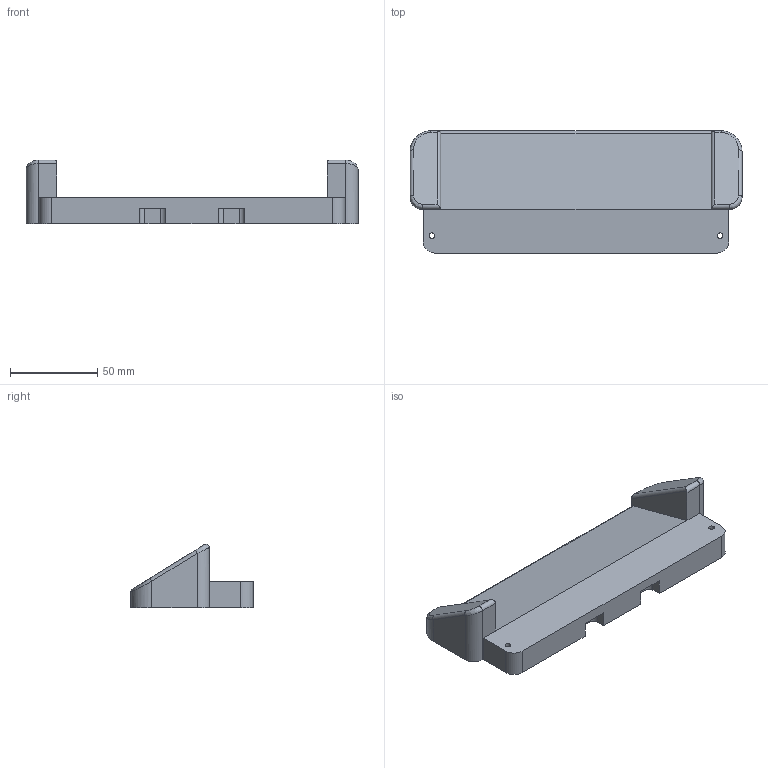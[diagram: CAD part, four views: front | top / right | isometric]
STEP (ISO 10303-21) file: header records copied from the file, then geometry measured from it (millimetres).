
FILE_DESCRIPTION(('FreeCAD Model'),'2;1');
FILE_NAME('Open CASCADE Shape Model','2025-11-09T17:29:11',(''),(''), 'Open CASCADE STEP processor 7.8','FreeCAD','Unknown');
FILE_SCHEMA(('AUTOMOTIVE_DESIGN { 1 0 10303 214 1 1 1 1 }'));
Length unit declared in the file: millimetre
Products named in the file (1): Extension
Bounding box: 190 x 70 x 36.4 mm (x, y, z)
Volume: 160972.7 mm3; surface area: 34999.4 mm2
Topology: 1 solids, 1 shells, 66 faces, 175 edges, 114 vertices
Faces by surface type: plane 39, cylinder 23, bspline 4
Full cylindrical faces by diameter (mm): 3.2 x2
Entity records: 2485 total; most frequent: CARTESIAN_POINT 830, ORIENTED_EDGE 350, DIRECTION 327, EDGE_CURVE 175, LINE 125, VECTOR 125, VERTEX_POINT 114, AXIS2_PLACEMENT_3D 101
